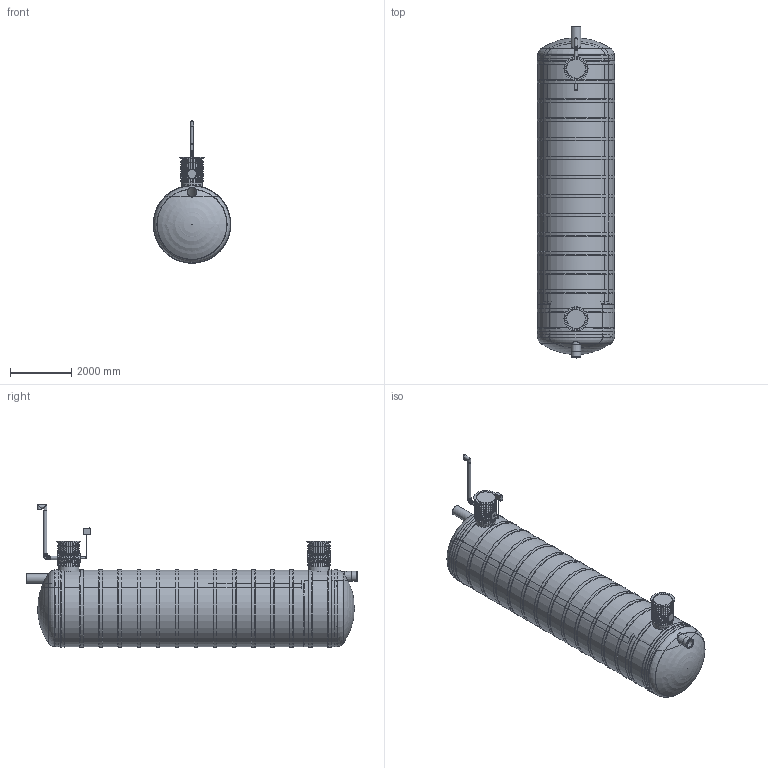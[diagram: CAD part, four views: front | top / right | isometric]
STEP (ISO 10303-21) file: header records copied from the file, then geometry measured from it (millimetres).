
FILE_DESCRIPTION(/* description */ ('Unknown'),/* implementation_level */ '2;1');
FILE_NAME(/* name */ 'Rasvaeraldaja NS65',/* time_stamp */ '2023-04-11T14:26:18+03:00',/* author */ ('Unknown'),/* organization */ ('Unknown'),/* preprocessor_version */ 'ST-DEVELOPER v18.1',/* originating_system */ 'Solid Edge',/* authorisation */ 'Unknown');
FILE_SCHEMA (('AUTOMOTIVE_DESIGN {1 0 10303 214 3 1 1}'));
Length unit declared in the file: millimetre
Products named in the file (37): Rasvaeraldaja NS65; Rasvaeraldaja NS65 ots1; 50734 rasvaeraldaja NS65_silinder_D2500; Rasvaeraldaja NS65 ots2; 2500 Ribi; D315 sisend rasvaer. NS65; PVC kolmik D315_D315; D315 valjund; D315 toru alla väljundile; Rasvaeraldaja NS65 vahesein suur; Rasvaeraldaja NS65_väike vahesein; PVC_polv_315; 2500 Ribi_oa_0; 2500 Ribi_oa_1; Malmluuk_D600_(Ginmika); Malmluugi_korpus_D600_(Ginmika); Malmluugi_kaan_D600_(Ginmika); Liiva mudakambri maht rasvaeraldajas NS65; 2703.001; 2697.001 tihend teeninduskaevule 670_var2; 2693.001_var3_oa_2; Rasva ruumala_rasvaeraldajas NS65; 2500 Ribi_oa_3; Rasva kogumismahuti maht NS65; 2693.001_var3_oa_4; D665 KP silinder 26.04.19; RoundTubing 63x4.7_oa_5; RoundTubing 110x6.6_oa_6; PE_vent_malm_L=1500; PVC_polv_110; PE venttoru DN100 L=1500; Rotoventiots; elektrikarp loikefotole; RoundTubing 25x2.3_oa_7; Ujuk_oa_8; Ujuk_oa_9; Ujuk_oa_10
Assembly tree (53 placements, depth 3):
  Rasvaeraldaja NS65
    Rasvaeraldaja NS65 ots1
    50734 rasvaeraldaja NS65_silinder_D2500
    Rasvaeraldaja NS65 ots2
    2500 Ribi  x12
    D315 sisend rasvaer. NS65
    PVC kolmik D315_D315
    D315 valjund
    D315 toru alla väljundile
    Rasvaeraldaja NS65 vahesein suur
    Rasvaeraldaja NS65_väike vahesein
    PVC_polv_315
    2500 Ribi_oa_0
    2500 Ribi_oa_1
    Malmluuk_D600_(Ginmika)  x2
      Malmluugi_korpus_D600_(Ginmika)
      Malmluugi_kaan_D600_(Ginmika)
    Liiva mudakambri maht rasvaeraldajas NS65
    2703.001  x2
    2697.001 tihend teeninduskaevule 670_var2  x4
    2693.001_var3_oa_2
    Rasva ruumala_rasvaeraldajas NS65
    2500 Ribi_oa_3
    Rasva kogumismahuti maht NS65
    2693.001_var3_oa_4
    D665 KP silinder 26.04.19  x2
    RoundTubing 63x4.7_oa_5
    RoundTubing 110x6.6_oa_6
    PE_vent_malm_L=1500
      PVC_polv_110
      PE venttoru DN100 L=1500
      Rotoventiots
    elektrikarp loikefotole
    RoundTubing 25x2.3_oa_7
    Ujuk_oa_8
    Ujuk_oa_9
    Ujuk_oa_10
Bounding box: 2542 x 10883 x 4665.47 mm (x, y, z)
Volume: 47131972712.3 mm3; surface area: 380277935.2 mm2
Topology: 56 solids, 56 shells, 1156 faces, 2721 edges, 1765 vertices
Faces by surface type: plane 448, cylinder 366, torus 257, cone 41, bspline 38, sphere 6
Full cylindrical faces by diameter (mm): 6 x2, 8.5 x3, 10 x31, 20 x1, 20.4 x1, 25 x1, 53.6 x1, 63 x1, 96.8 x1, 100 x2, 103.2 x3, 105 x1, 110 x9, 120 x2, 130 x2, 280 x1, 295 x1, 299.6 x2, 300 x2, 303 x1, 305 x2, 315 x10, 319 x2, 319.6 x2, 320 x1, 325 x2, 329 x1, 329.6 x1, 335 x1, 595 x2
Entity records: 32909 total; most frequent: CARTESIAN_POINT 11834, DIRECTION 4086, ORIENTED_EDGE 3764, EDGE_CURVE 1882, AXIS2_PLACEMENT_3D 1797, FACE_BOUND 1424, EDGE_LOOP 1422, VERTEX_POINT 1382
